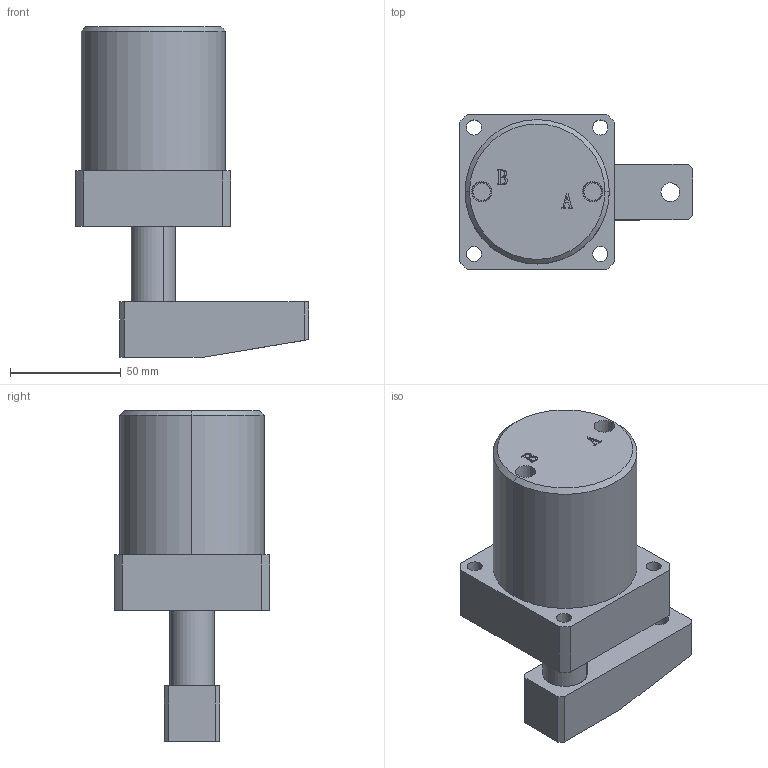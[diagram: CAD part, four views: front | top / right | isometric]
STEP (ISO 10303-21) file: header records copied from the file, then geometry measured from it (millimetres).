
FILE_DESCRIPTION (( 'STEP AP203' ), '1' );
FILE_NAME ('HASC-FA50S.STEP', '2019-10-14T11:06:55', ( '微软用户' ), ( '微软中国' ), 'SwSTEP 2.0', 'SolidWorks 2012', '' );
FILE_SCHEMA (( 'CONFIG_CONTROL_DESIGN' ));
Length unit declared in the file: millimetre
Products named in the file (5): HASC-FA50S; hex lobular socket head cap screws-4.8 gb_GB_HEXAGON_TYPE21 M10X25-25-N; HASC-FA50S等旋; HASC-50S活塞杆; HASC-FA50掛极
Assembly tree (4 placements, depth 2):
  HASC-FA50S
    HASC-FA50掛极
    HASC-50S活塞杆
    HASC-FA50S等旋
    hex lobular socket head cap screws-4.8 gb_GB_HEXAGON_TYPE21 M10X25-25-N
Bounding box: 105 x 70 x 149 mm (x, y, z)
Volume: 328252.3 mm3; surface area: 67195.7 mm2
Topology: 4 solids, 4 shells, 161 faces, 381 edges, 246 vertices
Faces by surface type: plane 73, cylinder 44, bspline 20, cone 14, torus 10
Entity records: 5986 total; most frequent: CARTESIAN_POINT 1763, DIRECTION 759, ORIENTED_EDGE 754, EDGE_CURVE 377, AXIS2_PLACEMENT_3D 274, VERTEX_POINT 246, LINE 211, VECTOR 211
